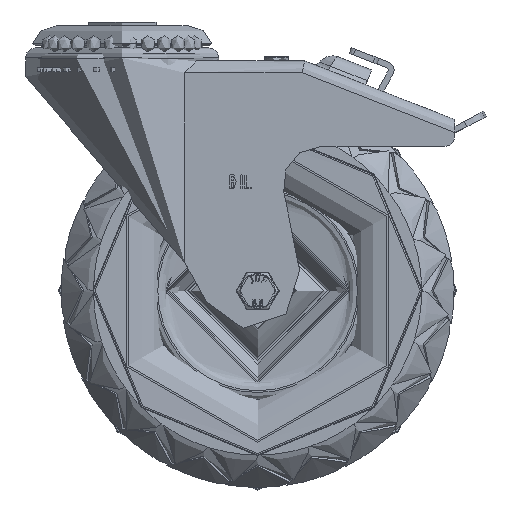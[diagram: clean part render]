
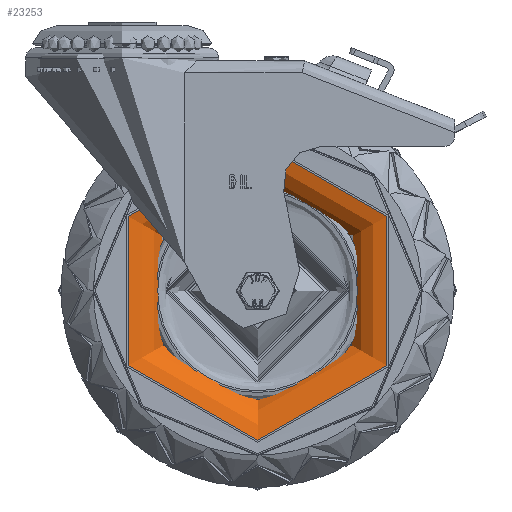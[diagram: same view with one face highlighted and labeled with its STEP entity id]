
A CAD part, front view. The second image highlights one B-rep face of the part: STEP entity #23253.
In plain terms, the highlighted toroidal (fillet/blend) face has major radius 76.24 mm and minor radius 26.634 mm.
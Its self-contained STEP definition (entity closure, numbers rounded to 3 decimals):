
#2233=TOROIDAL_SURFACE('',#25742,76.24,26.634);
#6407=FACE_OUTER_BOUND('',#7856,.T.);
#7856=EDGE_LOOP('',(#19113,#19114,#19115,#19116,#19117,#19118));
#9348=CIRCLE('',#25739,75.);
#9350=CIRCLE('',#25741,75.);
#9351=CIRCLE('',#25743,26.634);
#9352=CIRCLE('',#25744,54.5);
#9353=CIRCLE('',#25745,54.5);
#11063=VERTEX_POINT('',#42095);
#11064=VERTEX_POINT('',#42096);
#11066=VERTEX_POINT('',#42103);
#11067=VERTEX_POINT('',#42105);
#13943=EDGE_CURVE('',#11063,#11064,#9348,.T.);
#13946=EDGE_CURVE('',#11064,#11063,#9350,.T.);
#13947=EDGE_CURVE('',#11064,#11066,#9351,.T.);
#13948=EDGE_CURVE('',#11067,#11066,#9352,.T.);
#13949=EDGE_CURVE('',#11066,#11067,#9353,.T.);
#19113=ORIENTED_EDGE('',*,*,#13943,.T.);
#19114=ORIENTED_EDGE('',*,*,#13947,.T.);
#19115=ORIENTED_EDGE('',*,*,#13948,.F.);
#19116=ORIENTED_EDGE('',*,*,#13949,.F.);
#19117=ORIENTED_EDGE('',*,*,#13947,.F.);
#19118=ORIENTED_EDGE('',*,*,#13946,.T.);
#23253=ADVANCED_FACE('',(#6407),#2233,.T.);
#25739=AXIS2_PLACEMENT_3D('',#42097,#30306,#30307);
#25741=AXIS2_PLACEMENT_3D('',#42101,#30311,#30312);
#25742=AXIS2_PLACEMENT_3D('',#42102,#30313,#30314);
#25743=AXIS2_PLACEMENT_3D('',#42104,#30315,#30316);
#25744=AXIS2_PLACEMENT_3D('',#42106,#30317,#30318);
#25745=AXIS2_PLACEMENT_3D('',#42107,#30319,#30320);
#30306=DIRECTION('center_axis',(0.,-1.,0.));
#30307=DIRECTION('ref_axis',(0.,0.,1.));
#30311=DIRECTION('center_axis',(0.,-1.,0.));
#30312=DIRECTION('ref_axis',(0.,0.,1.));
#30313=DIRECTION('center_axis',(0.,1.,0.));
#30314=DIRECTION('ref_axis',(0.,0.,-1.));
#30315=DIRECTION('center_axis',(1.,0.,0.));
#30316=DIRECTION('ref_axis',(0.,0.,
1.));
#30317=DIRECTION('center_axis',(0.,-1.,0.));
#30318=DIRECTION('ref_axis',(0.,0.,1.));
#30319=DIRECTION('center_axis',(0.,-1.,0.));
#30320=DIRECTION('ref_axis',(0.,0.,1.));
#42095=CARTESIAN_POINT('',(0.,-24.719,-75.));
#42096=CARTESIAN_POINT('',(0.,-24.719,75.));
#42097=CARTESIAN_POINT('Origin',(0.,-24.719,0.));
#42101=CARTESIAN_POINT('Origin',(0.,-24.719,0.));
#42102=CARTESIAN_POINT('Origin',(0.,1.886,0.));
#42103=CARTESIAN_POINT('',(0.,-13.5,54.5));
#42104=CARTESIAN_POINT('Origin',(0.,1.886,
76.24));
#42105=CARTESIAN_POINT('',(0.,-13.5,-54.5));
#42106=CARTESIAN_POINT('Origin',(0.,-13.5,0.));
#42107=CARTESIAN_POINT('Origin',(0.,-13.5,0.));
